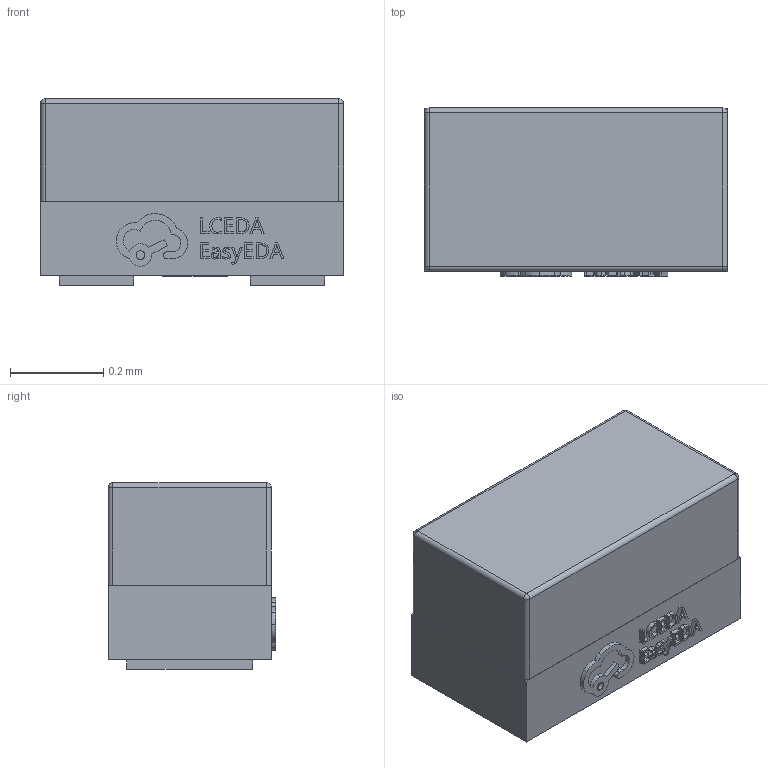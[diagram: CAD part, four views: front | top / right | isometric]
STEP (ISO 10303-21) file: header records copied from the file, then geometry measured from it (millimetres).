
FILE_DESCRIPTION (( 'STEP AP214' ), '1' );
FILE_NAME ('LED-SMD_L0.65-W0.35-P0.41_XL-0201SURC.STEP', '2022-09-14T14:30:55', ( '' ), ( '' ), 'SwSTEP 2.0', 'SolidWorks 2020', '' );
FILE_SCHEMA (( 'AUTOMOTIVE_DESIGN' ));
Length unit declared in the file: millimetre
Products named in the file (1): LED-SMD_L0.65-W0.35-P0.41_XL-0201SURC
Bounding box: 0.65 x 0.36 x 0.4 mm (x, y, z)
Volume: 0.1 mm3; surface area: 1.7 mm2
Topology: 2 solids, 2 shells, 267 faces, 715 edges, 470 vertices
Faces by surface type: plane 157, bspline 98, cylinder 8, sphere 4
Entity records: 11717 total; most frequent: CARTESIAN_POINT 2755, ORIENTED_EDGE 1422, DIRECTION 867, EDGE_CURVE 711, LINE 495, VECTOR 495, VERTEX_POINT 470, EDGE_LOOP 289
